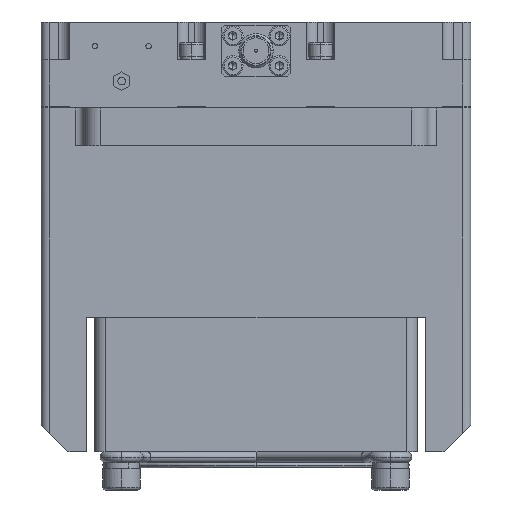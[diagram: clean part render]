
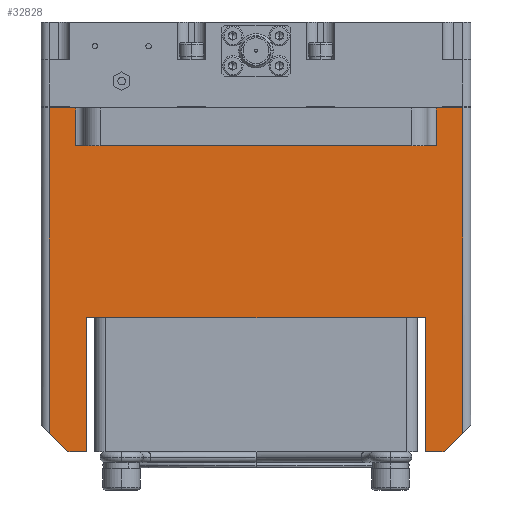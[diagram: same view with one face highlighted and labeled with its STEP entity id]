
A CAD part, left-side view. The second image highlights one B-rep face of the part: STEP entity #32828.
In plain terms, the highlighted planar face has unit normal (-1, 0, 0).
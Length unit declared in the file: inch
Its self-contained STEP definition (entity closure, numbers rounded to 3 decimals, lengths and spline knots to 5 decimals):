
#353 = VECTOR ( 'NONE', #22922, 39.37008 ) ;
#792 = DIRECTION ( 'NONE',  ( 0., 1., 0. ) ) ;
#1186 = VERTEX_POINT ( 'NONE', #3361 ) ;
#1369 = ORIENTED_EDGE ( 'NONE', *, *, #2202, .F. ) ;
#1432 = CARTESIAN_POINT ( 'NONE',  ( -4.41262, -1.70596, -1.85039 ) ) ;
#1563 = ORIENTED_EDGE ( 'NONE', *, *, #8339, .F. ) ;
#1591 = EDGE_LOOP ( 'NONE', ( #33837, #32861, #35377, #31752, #15246, #25719, #1369, #19252, #39620, #33573, #37763, #19937, #1563, #29566 ) ) ;
#2033 = CARTESIAN_POINT ( 'NONE',  ( -4.41262, 1.38459, -2.69685 ) ) ;
#2202 = EDGE_CURVE ( 'NONE', #13897, #11191, #6005, .T. ) ;
#2258 = CARTESIAN_POINT ( 'NONE',  ( -4.41262, -1.70596, -0.31496 ) ) ;
#3354 = VECTOR ( 'NONE', #34641, 39.37008 ) ;
#3361 = CARTESIAN_POINT ( 'NONE',  ( -4.41262, 1.109, -2.83465 ) ) ;
#3385 = CARTESIAN_POINT ( 'NONE',  ( -4.41262, -1.70596, -2.83465 ) ) ;
#3486 = CARTESIAN_POINT ( 'NONE',  ( -4.41262, -1.64691, -2.83465 ) ) ;
#3578 = FACE_OUTER_BOUND ( 'NONE', #1591, .T. ) ;
#3637 = LINE ( 'NONE', #13739, #6178 ) ;
#3837 = CARTESIAN_POINT ( 'NONE',  ( -4.41262, -1.50911, -2.83465 ) ) ;
#4528 = CARTESIAN_POINT ( 'NONE',  ( -4.41262, -1.70596, -0.59055 ) ) ;
#5239 = CARTESIAN_POINT ( 'NONE',  ( -4.41262, -1.45006, -0.31496 ) ) ;
#5491 = VECTOR ( 'NONE', #19879, 39.37008 ) ;
#5581 = VERTEX_POINT ( 'NONE', #30058 ) ;
#6003 = EDGE_CURVE ( 'NONE', #13897, #37703, #23012, .T. ) ;
#6005 = LINE ( 'NONE', #18145, #30526 ) ;
#6178 = VECTOR ( 'NONE', #16159, 39.37008 ) ;
#6294 = LINE ( 'NONE', #9111, #38262 ) ;
#7956 = DIRECTION ( 'NONE',  ( 0., -0.707, -0.707 ) ) ;
#8143 = DIRECTION ( 'NONE',  ( 0., 1., 0. ) ) ;
#8220 = CARTESIAN_POINT ( 'NONE',  ( -4.41262, 1.109, -1.85039 ) ) ;
#8339 = EDGE_CURVE ( 'NONE', #1186, #29019, #21774, .T. ) ;
#9111 = CARTESIAN_POINT ( 'NONE',  ( -4.41262, 1.18774, -2.83465 ) ) ;
#9439 = EDGE_CURVE ( 'NONE', #38928, #11366, #9725, .T. ) ;
#9725 = LINE ( 'NONE', #3486, #22681 ) ;
#9810 = PLANE ( 'NONE',  #11968 ) ;
#10776 = VECTOR ( 'NONE', #7956, 39.37008 ) ;
#11010 = CARTESIAN_POINT ( 'NONE',  ( -4.41262, -1.37132, -2.83465 ) ) ;
#11191 = VERTEX_POINT ( 'NONE', #5239 ) ;
#11366 = VERTEX_POINT ( 'NONE', #25249 ) ;
#11965 = DIRECTION ( 'NONE',  ( 0., 1., 0. ) ) ;
#11968 = AXIS2_PLACEMENT_3D ( 'NONE', #3385, #25496, #792 ) ;
#12074 = DIRECTION ( 'NONE',  ( 0., 0., 1. ) ) ;
#12686 = EDGE_CURVE ( 'NONE', #32346, #38928, #24085, .T. ) ;
#13739 = CARTESIAN_POINT ( 'NONE',  ( -4.41262, -1.70596, -0.31496 ) ) ;
#13897 = VERTEX_POINT ( 'NONE', #34390 ) ;
#15246 = ORIENTED_EDGE ( 'NONE', *, *, #9439, .T. ) ;
#15661 = EDGE_CURVE ( 'NONE', #32346, #28233, #25855, .T. ) ;
#16159 = DIRECTION ( 'NONE',  ( 0., 1., 0. ) ) ;
#17275 = VERTEX_POINT ( 'NONE', #23753 ) ;
#18064 = EDGE_CURVE ( 'NONE', #25597, #1186, #35764, .T. ) ;
#18145 = CARTESIAN_POINT ( 'NONE',  ( -4.41262, -1.45006, -2.83465 ) ) ;
#19252 = ORIENTED_EDGE ( 'NONE', *, *, #6003, .T. ) ;
#19588 = DIRECTION ( 'NONE',  ( 0., 0., 1. ) ) ;
#19856 = CARTESIAN_POINT ( 'NONE',  ( -4.41262, 1.109, -1.85039 ) ) ;
#19879 = DIRECTION ( 'NONE',  ( 0., 0., -1. ) ) ;
#19937 = ORIENTED_EDGE ( 'NONE', *, *, #30390, .T. ) ;
#20430 = VERTEX_POINT ( 'NONE', #2033 ) ;
#20504 = DIRECTION ( 'NONE',  ( 0., 0., -1. ) ) ;
#21774 = LINE ( 'NONE', #33850, #3354 ) ;
#22277 = EDGE_CURVE ( 'NONE', #17275, #30752, #23547, .T. ) ;
#22371 = EDGE_CURVE ( 'NONE', #11366, #11191, #3637, .T. ) ;
#22456 = LINE ( 'NONE', #23210, #10776 ) ;
#22475 = VECTOR ( 'NONE', #8143, 39.37008 ) ;
#22681 = VECTOR ( 'NONE', #19588, 39.37008 ) ;
#22922 = DIRECTION ( 'NONE',  ( 0., 1., 0. ) ) ;
#23012 = LINE ( 'NONE', #4528, #22475 ) ;
#23210 = CARTESIAN_POINT ( 'NONE',  ( -4.41262, -0.22958, -4.31102 ) ) ;
#23547 = LINE ( 'NONE', #2258, #38943 ) ;
#23753 = CARTESIAN_POINT ( 'NONE',  ( -4.41262, 1.18774, -0.31496 ) ) ;
#24085 = LINE ( 'NONE', #30351, #38311 ) ;
#24254 = VECTOR ( 'NONE', #11965, 39.37008 ) ;
#25249 = CARTESIAN_POINT ( 'NONE',  ( -4.41262, -1.64691, -0.31496 ) ) ;
#25496 = DIRECTION ( 'NONE',  ( 1., 0., 0. ) ) ;
#25597 = VERTEX_POINT ( 'NONE', #19856 ) ;
#25719 = ORIENTED_EDGE ( 'NONE', *, *, #22371, .T. ) ;
#25855 = LINE ( 'NONE', #38353, #24254 ) ;
#26274 = CARTESIAN_POINT ( 'NONE',  ( -4.41262, 1.38459, -2.83465 ) ) ;
#26581 = DIRECTION ( 'NONE',  ( 0., 1., 0. ) ) ;
#27128 = DIRECTION ( 'NONE',  ( 0., -0.707, 0.707 ) ) ;
#28017 = CARTESIAN_POINT ( 'NONE',  ( -4.41262, 1.24679, -2.83465 ) ) ;
#28233 = VERTEX_POINT ( 'NONE', #11010 ) ;
#28394 = VECTOR ( 'NONE', #20504, 39.37008 ) ;
#28701 = LINE ( 'NONE', #32127, #5491 ) ;
#28979 = LINE ( 'NONE', #1432, #353 ) ;
#29019 = VERTEX_POINT ( 'NONE', #28017 ) ;
#29242 = VECTOR ( 'NONE', #32727, 39.37008 ) ;
#29566 = ORIENTED_EDGE ( 'NONE', *, *, #18064, .F. ) ;
#30058 = CARTESIAN_POINT ( 'NONE',  ( -4.41262, -1.37132, -1.85039 ) ) ;
#30351 = CARTESIAN_POINT ( 'NONE',  ( -4.41262, -1.70596, -2.6378 ) ) ;
#30390 = EDGE_CURVE ( 'NONE', #20430, #29019, #22456, .T. ) ;
#30526 = VECTOR ( 'NONE', #12074, 39.37008 ) ;
#30752 = VERTEX_POINT ( 'NONE', #38716 ) ;
#31460 = CARTESIAN_POINT ( 'NONE',  ( -4.41262, -1.64691, -2.69685 ) ) ;
#31469 = EDGE_CURVE ( 'NONE', #5581, #25597, #28979, .T. ) ;
#31752 = ORIENTED_EDGE ( 'NONE', *, *, #12686, .T. ) ;
#31836 = EDGE_CURVE ( 'NONE', #5581, #28233, #28701, .T. ) ;
#31918 = EDGE_CURVE ( 'NONE', #20430, #30752, #35922, .T. ) ;
#32127 = CARTESIAN_POINT ( 'NONE',  ( -4.41262, -1.37132, -1.85039 ) ) ;
#32346 = VERTEX_POINT ( 'NONE', #3837 ) ;
#32727 = DIRECTION ( 'NONE',  ( 0., 0., 1. ) ) ;
#32828 = ADVANCED_FACE ( 'NONE', ( #3578 ), #9810, .F. ) ;
#32861 = ORIENTED_EDGE ( 'NONE', *, *, #31836, .T. ) ;
#33573 = ORIENTED_EDGE ( 'NONE', *, *, #22277, .T. ) ;
#33837 = ORIENTED_EDGE ( 'NONE', *, *, #31469, .F. ) ;
#33850 = CARTESIAN_POINT ( 'NONE',  ( -4.41262, -1.70596, -2.83465 ) ) ;
#34390 = CARTESIAN_POINT ( 'NONE',  ( -4.41262, -1.45006, -0.59055 ) ) ;
#34444 = DIRECTION ( 'NONE',  ( 0., 0., 1. ) ) ;
#34564 = CARTESIAN_POINT ( 'NONE',  ( -4.41262, 1.18774, -0.59055 ) ) ;
#34641 = DIRECTION ( 'NONE',  ( 0., 1., 0. ) ) ;
#35377 = ORIENTED_EDGE ( 'NONE', *, *, #15661, .F. ) ;
#35725 = EDGE_CURVE ( 'NONE', #37703, #17275, #6294, .T. ) ;
#35764 = LINE ( 'NONE', #8220, #28394 ) ;
#35922 = LINE ( 'NONE', #26274, #29242 ) ;
#37703 = VERTEX_POINT ( 'NONE', #34564 ) ;
#37763 = ORIENTED_EDGE ( 'NONE', *, *, #31918, .F. ) ;
#38262 = VECTOR ( 'NONE', #34444, 39.37008 ) ;
#38311 = VECTOR ( 'NONE', #27128, 39.37008 ) ;
#38353 = CARTESIAN_POINT ( 'NONE',  ( -4.41262, -1.70596, -2.83465 ) ) ;
#38716 = CARTESIAN_POINT ( 'NONE',  ( -4.41262, 1.38459, -0.31496 ) ) ;
#38928 = VERTEX_POINT ( 'NONE', #31460 ) ;
#38943 = VECTOR ( 'NONE', #26581, 39.37008 ) ;
#39620 = ORIENTED_EDGE ( 'NONE', *, *, #35725, .T. ) ;
